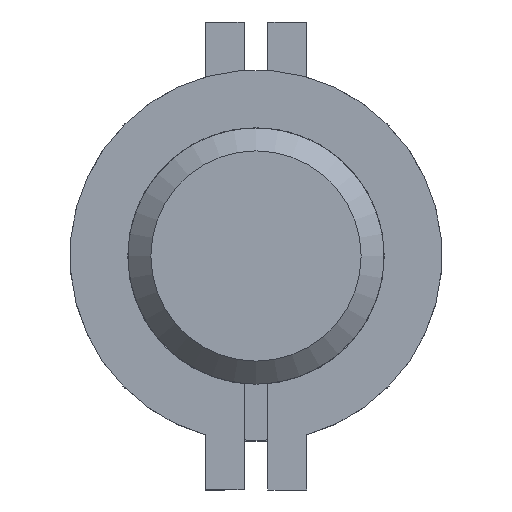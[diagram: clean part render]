
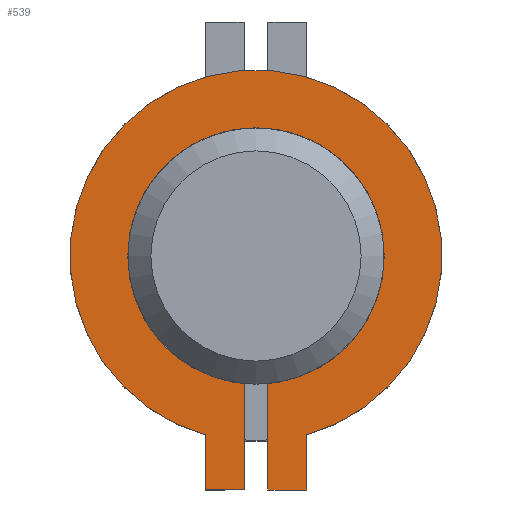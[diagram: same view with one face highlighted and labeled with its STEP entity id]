
A CAD part, front view. The second image highlights one B-rep face of the part: STEP entity #539.
In plain terms, the highlighted planar face has unit normal (0, -1, 0).
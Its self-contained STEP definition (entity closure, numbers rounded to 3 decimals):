
#77=PLANE('',#693);
#116=FACE_OUTER_BOUND('',#150,.T.);
#150=EDGE_LOOP('',(#490,#491,#492,#493,#494,#495,#496,#497));
#180=LINE('',#994,#225);
#184=LINE('',#1002,#229);
#187=LINE('',#1008,#232);
#191=LINE('',#1020,#236);
#194=LINE('',#1026,#239);
#197=LINE('',#1032,#242);
#225=VECTOR('',#804,10.);
#229=VECTOR('',#810,10.);
#232=VECTOR('',#815,10.);
#236=VECTOR('',#827,10.);
#239=VECTOR('',#832,10.);
#242=VECTOR('',#837,10.);
#260=CIRCLE('',#684,8.05);
#262=CIRCLE('',#690,5.55);
#292=VERTEX_POINT('',#992);
#293=VERTEX_POINT('',#993);
#296=VERTEX_POINT('',#1001);
#298=VERTEX_POINT('',#1007);
#300=VERTEX_POINT('',#1013);
#302=VERTEX_POINT('',#1019);
#304=VERTEX_POINT('',#1025);
#306=VERTEX_POINT('',#1031);
#348=EDGE_CURVE('',#292,#293,#180,.T.);
#352=EDGE_CURVE('',#296,#292,#184,.T.);
#355=EDGE_CURVE('',#298,#296,#187,.T.);
#358=EDGE_CURVE('',#300,#298,#260,.T.);
#361=EDGE_CURVE('',#302,#300,#191,.T.);
#364=EDGE_CURVE('',#304,#302,#194,.T.);
#367=EDGE_CURVE('',#306,#304,#197,.T.);
#370=EDGE_CURVE('',#293,#306,#262,.T.);
#490=ORIENTED_EDGE('',*,*,#370,.F.);
#491=ORIENTED_EDGE('',*,*,#348,.F.);
#492=ORIENTED_EDGE('',*,*,#352,.F.);
#493=ORIENTED_EDGE('',*,*,#355,.F.);
#494=ORIENTED_EDGE('',*,*,#358,.F.);
#495=ORIENTED_EDGE('',*,*,#361,.F.);
#496=ORIENTED_EDGE('',*,*,#364,.F.);
#497=ORIENTED_EDGE('',*,*,#367,.F.);
#539=ADVANCED_FACE('',(#116),#77,.F.);
#684=AXIS2_PLACEMENT_3D('',#1014,#820,#821);
#690=AXIS2_PLACEMENT_3D('',#1037,#842,#843);
#693=AXIS2_PLACEMENT_3D('',#1040,#848,#849);
#804=DIRECTION('',(-1.,0.,0.));
#810=DIRECTION('',(0.,0.,-1.));
#815=DIRECTION('',(1.,0.,0.));
#820=DIRECTION('center_axis',(0.,1.,0.));
#821=DIRECTION('ref_axis',(0.962,0.,-0.272));
#827=DIRECTION('',(-1.,0.,0.));
#832=DIRECTION('',(0.,0.,-1.));
#837=DIRECTION('',(1.,0.,0.));
#842=DIRECTION('center_axis',(0.,-1.,0.));
#843=DIRECTION('ref_axis',(-0.996,0.,0.093));
#848=DIRECTION('center_axis',(0.,1.,0.));
#849=DIRECTION('ref_axis',(0.,0.,1.));
#992=CARTESIAN_POINT('',(0.,0.,-0.974));
#993=CARTESIAN_POINT('',(-4.6,0.,-0.974));
#994=CARTESIAN_POINT('',(0.,0.,-0.974));
#1001=CARTESIAN_POINT('',(0.,0.,0.704));
#1002=CARTESIAN_POINT('',(0.,0.,0.704));
#1007=CARTESIAN_POINT('',(-2.38,0.,0.704));
#1008=CARTESIAN_POINT('',(-2.38,0.,0.704));
#1013=CARTESIAN_POINT('',(-2.38,0.,-3.68));
#1014=CARTESIAN_POINT('Origin',(-10.126,0.,-1.488));
#1019=CARTESIAN_POINT('',(0.,0.,-3.68));
#1020=CARTESIAN_POINT('',(0.,0.,-3.68));
#1025=CARTESIAN_POINT('',(0.,0.,-2.002));
#1026=CARTESIAN_POINT('',(0.,0.,-2.002));
#1031=CARTESIAN_POINT('',(-4.6,0.,-2.002));
#1032=CARTESIAN_POINT('',(-4.6,0.,-2.002));
#1037=CARTESIAN_POINT('Origin',(-10.126,0.,-1.488));
#1040=CARTESIAN_POINT('Origin',(-9.088,0.,-1.488));
